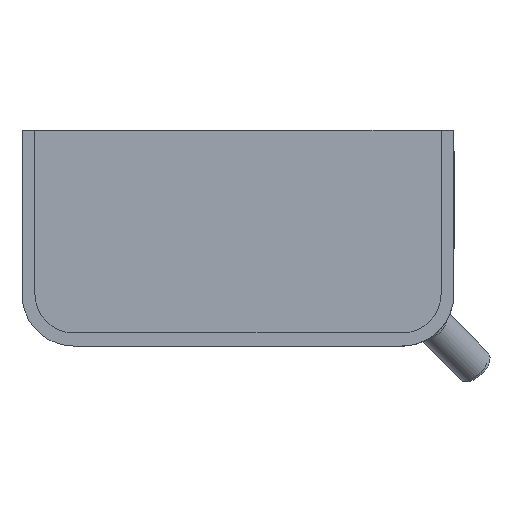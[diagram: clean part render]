
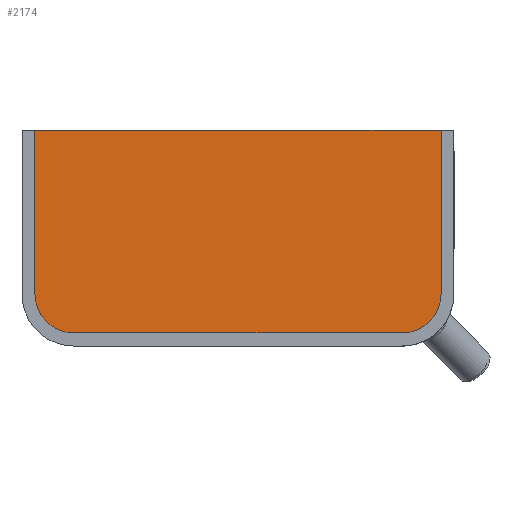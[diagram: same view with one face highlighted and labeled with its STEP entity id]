
A CAD part, left-side view. The second image highlights one B-rep face of the part: STEP entity #2174.
In plain terms, the highlighted planar face has unit normal (-1, 0, 0).
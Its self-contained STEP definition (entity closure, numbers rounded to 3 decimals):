
#153=LINE($,#3322,#366);
#156=LINE($,#3328,#369);
#157=LINE($,#3332,#370);
#158=LINE($,#3335,#371);
#366=VECTOR($,#2612,94.);
#369=VECTOR($,#2617,37.967);
#370=VECTOR($,#2620,76.);
#371=VECTOR($,#2623,37.967);
#588=FACE_OUTER_BOUND($,#717,.T.);
#717=EDGE_LOOP($,(#1510,#1511,#1512,#1513,#1514,#1515));
#828=CIRCLE($,#2324,9.);
#829=CIRCLE($,#2325,9.);
#929=VERTEX_POINT($,#3319);
#930=VERTEX_POINT($,#3321);
#932=VERTEX_POINT($,#3327);
#933=VERTEX_POINT($,#3329);
#934=VERTEX_POINT($,#3331);
#935=VERTEX_POINT($,#3333);
#1151=EDGE_CURVE($,#930,#929,#153,.T.);
#1154=EDGE_CURVE($,#932,#929,#156,.T.);
#1155=EDGE_CURVE($,#933,#932,#828,.T.);
#1156=EDGE_CURVE($,#934,#933,#157,.T.);
#1157=EDGE_CURVE($,#935,#934,#829,.T.);
#1158=EDGE_CURVE($,#930,#935,#158,.T.);
#1510=ORIENTED_EDGE($,*,*,#1151,.T.);
#1511=ORIENTED_EDGE($,*,*,#1154,.F.);
#1512=ORIENTED_EDGE($,*,*,#1155,.F.);
#1513=ORIENTED_EDGE($,*,*,#1156,.F.);
#1514=ORIENTED_EDGE($,*,*,#1157,.F.);
#1515=ORIENTED_EDGE($,*,*,#1158,.F.);
#1963=PLANE($,#2323);
#2174=ADVANCED_FACE($,(#588),#1963,.T.);
#2323=AXIS2_PLACEMENT_3D($,#3326,#2615,#2616);
#2324=AXIS2_PLACEMENT_3D($,#3330,#2618,#2619);
#2325=AXIS2_PLACEMENT_3D($,#3334,#2621,#2622);
#2612=DIRECTION($,(0.,1.,0.));
#2615=DIRECTION('center_axis',(-1.,0.,0.));
#2616=DIRECTION('ref_axis',(0.,1.,0.));
#2617=DIRECTION($,(0.,0.,1.));
#2618=DIRECTION('center_axis',(1.,0.,0.));
#2619=DIRECTION('ref_axis',(0.,0.707,-0.707));
#2620=DIRECTION($,(0.,1.,0.));
#2621=DIRECTION('center_axis',(1.,0.,0.));
#2622=DIRECTION('ref_axis',(0.,-0.707,-0.707));
#2623=DIRECTION($,(0.,0.,-1.));
#3319=CARTESIAN_POINT('',(-150.,46.983,50.));
#3321=CARTESIAN_POINT('',(-150.,-47.017,50.));
#3322=CARTESIAN_POINT($,(-150.,-0.009,50.));
#3326=CARTESIAN_POINT('Origin',(-150.,-0.017,27.033));
#3327=CARTESIAN_POINT('',(-150.,46.983,12.033));
#3328=CARTESIAN_POINT($,(-150.,46.983,51.033));
#3329=CARTESIAN_POINT('',(-150.,37.983,3.033));
#3330=CARTESIAN_POINT('Origin',(-150.,37.983,12.033));
#3331=CARTESIAN_POINT('',(-150.,-38.017,3.033));
#3332=CARTESIAN_POINT($,(-150.,46.983,3.033));
#3333=CARTESIAN_POINT('',(-150.,-47.017,12.033));
#3334=CARTESIAN_POINT('Origin',(-150.,-38.017,12.033));
#3335=CARTESIAN_POINT($,(-150.,-47.017,3.033));
